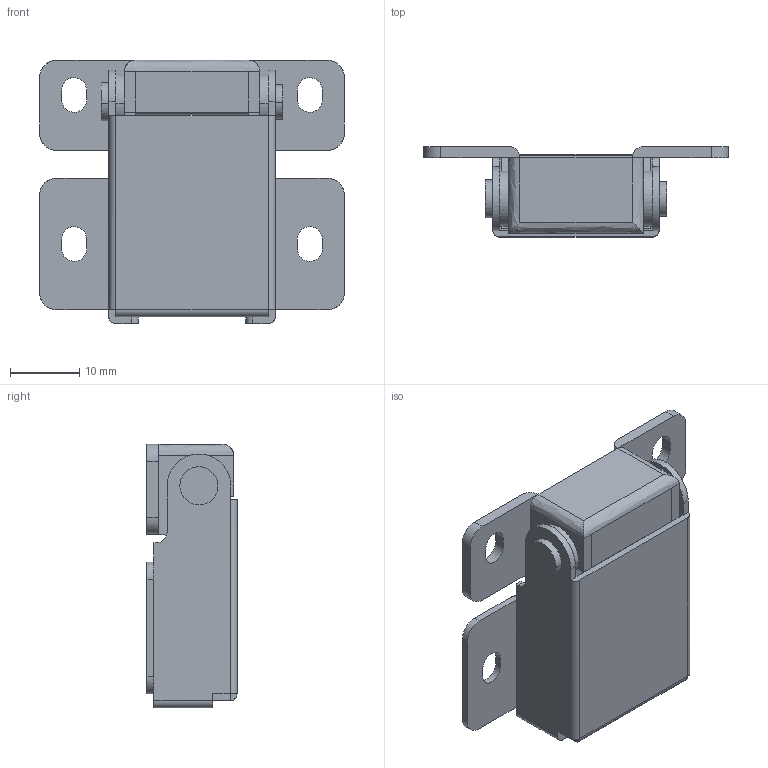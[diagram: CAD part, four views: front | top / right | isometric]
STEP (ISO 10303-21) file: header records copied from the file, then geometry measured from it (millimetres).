
FILE_DESCRIPTION((''),'2;1');
FILE_NAME('','2005-04-20T10:24:07',(''),(''),'','CADfix','');
FILE_SCHEMA(('AUTOMOTIVE_DESIGN'));
Length unit declared in the file: millimetre
Products named in the file (9): spring; washer; spring holder; shaft_B; shaft_A; roller; cover_B; cover_A; TH_92_18653_36
Assembly tree (10 placements, depth 2):
  TH_92_18653_36
    spring  x2
    washer  x2
    spring holder
    shaft_B
    shaft_A
    roller
    cover_B
    cover_A
Bounding box: 44 x 13 x 38 mm (x, y, z)
Volume: 6319.5 mm3; surface area: 10521.7 mm2
Topology: 10 solids, 10 shells, 196 faces, 566 edges, 396 vertices
Faces by surface type: bspline 196
Entity records: 8010 total; most frequent: CARTESIAN_POINT 4759, ORIENTED_EDGE 1064, EDGE_CURVE 532, VERTEX_POINT 370, QUASI_UNIFORM_CURVE 294, EDGE_LOOP 214, FACE_OUTER_BOUND 184, ADVANCED_FACE 184
